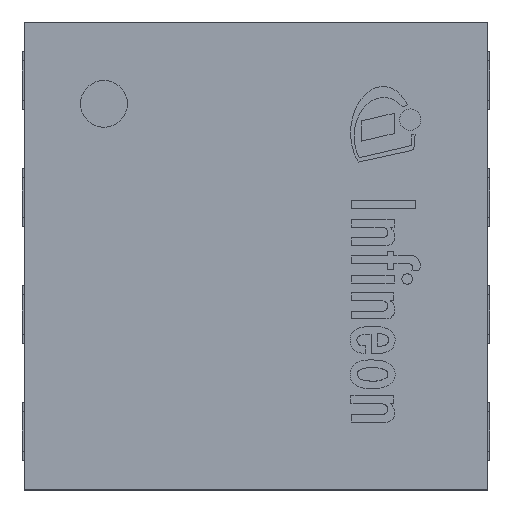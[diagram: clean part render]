
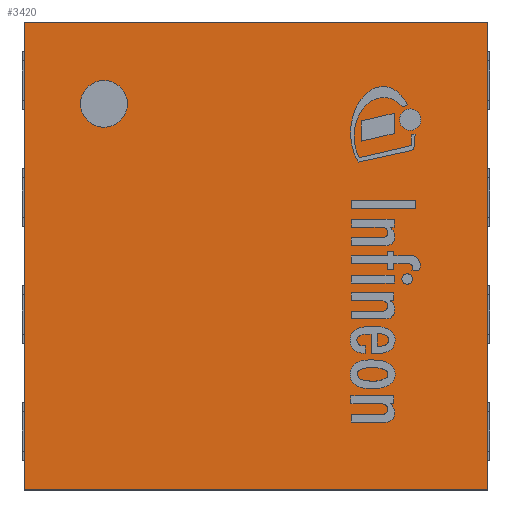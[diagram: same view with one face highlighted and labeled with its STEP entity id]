
A CAD part, top view. The second image highlights one B-rep face of the part: STEP entity #3420.
In plain terms, the highlighted planar face has unit normal (0, 0, 1).
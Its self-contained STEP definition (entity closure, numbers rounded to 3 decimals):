
#112=LINE('',#4730,#547);
#116=LINE('',#4738,#551);
#119=LINE('',#4744,#554);
#122=LINE('',#4749,#557);
#547=VECTOR('',#3871,1.);
#551=VECTOR('',#3877,1.);
#554=VECTOR('',#3882,1.);
#557=VECTOR('',#3887,1.);
#988=PLANE('',#3656);
#1168=FACE_BOUND('',#1395,.T.);
#1183=FACE_OUTER_BOUND('',#1394,.T.);
#1394=EDGE_LOOP('',(#2457,#2458,#2459,#2460));
#1395=EDGE_LOOP('',(#2461));
#1606=CIRCLE('',#3649,0.1);
#1624=VERTEX_POINT('',#4724);
#1625=VERTEX_POINT('',#4728);
#1626=VERTEX_POINT('',#4729);
#1629=VERTEX_POINT('',#4737);
#1631=VERTEX_POINT('',#4743);
#1950=EDGE_CURVE('',#1624,#1624,#1606,.T.);
#1951=EDGE_CURVE('',#1625,#1626,#112,.T.);
#1955=EDGE_CURVE('',#1629,#1625,#116,.T.);
#1958=EDGE_CURVE('',#1631,#1629,#119,.T.);
#1961=EDGE_CURVE('',#1626,#1631,#122,.T.);
#2457=ORIENTED_EDGE('',*,*,#1961,.F.);
#2458=ORIENTED_EDGE('',*,*,#1951,.F.);
#2459=ORIENTED_EDGE('',*,*,#1955,.F.);
#2460=ORIENTED_EDGE('',*,*,#1958,.F.);
#2461=ORIENTED_EDGE('',*,*,#1950,.T.);
#3420=ADVANCED_FACE('',(#1183,#1168),#988,.T.);
#3649=AXIS2_PLACEMENT_3D('',#4725,#3865,#3866);
#3656=AXIS2_PLACEMENT_3D('',#4752,#3891,#3892);
#3865=DIRECTION('center_axis',(0.,0.,-1.));
#3866=DIRECTION('ref_axis',(0.,1.,0.));
#3871=DIRECTION('',(1.,0.,0.));
#3877=DIRECTION('',(0.,1.,0.));
#3882=DIRECTION('',(-1.,0.,0.));
#3887=DIRECTION('',(0.,-1.,0.));
#3891=DIRECTION('center_axis',(0.,0.,1.));
#3892=DIRECTION('ref_axis',(0.,-1.,0.));
#4724=CARTESIAN_POINT('',(-0.65,0.55,0.6));
#4725=CARTESIAN_POINT('Origin',(-0.65,0.65,0.6));
#4728=CARTESIAN_POINT('',(-0.99,1.,0.6));
#4729=CARTESIAN_POINT('',(0.99,1.,0.6));
#4730=CARTESIAN_POINT('',(-0.99,1.,0.6));
#4737=CARTESIAN_POINT('',(-0.99,-1.,0.6));
#4738=CARTESIAN_POINT('',(-0.99,-1.,0.6));
#4743=CARTESIAN_POINT('',(0.99,-1.,0.6));
#4744=CARTESIAN_POINT('',(0.99,-1.,0.6));
#4749=CARTESIAN_POINT('',(0.99,1.,0.6));
#4752=CARTESIAN_POINT('Origin',(0.,0.,0.6));
